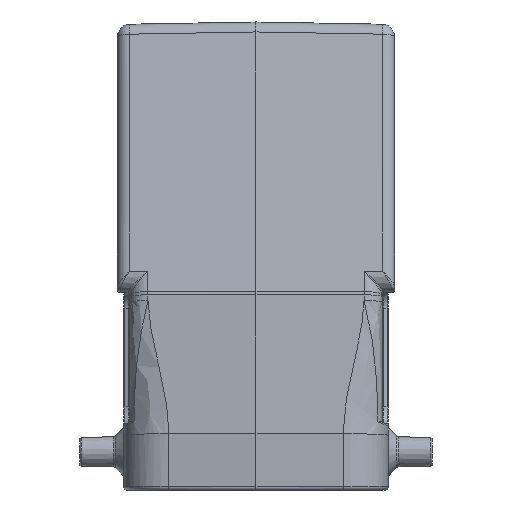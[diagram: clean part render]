
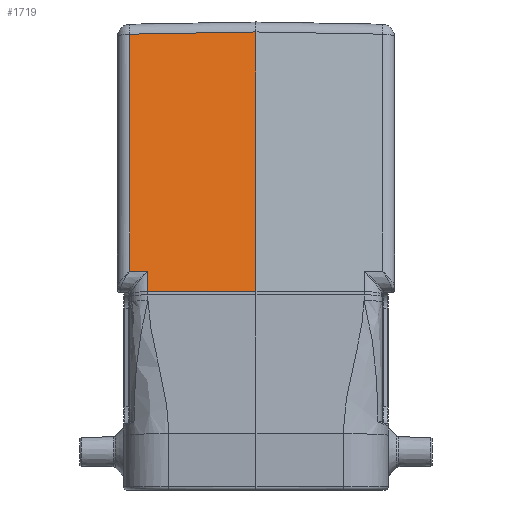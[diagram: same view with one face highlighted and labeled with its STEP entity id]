
A CAD part, left-side view. The second image highlights one B-rep face of the part: STEP entity #1719.
In plain terms, the highlighted planar face has unit normal (-0.982, 0.018, 0.191).
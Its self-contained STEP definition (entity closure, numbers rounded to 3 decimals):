
#1268=FACE_OUTER_BOUND('',#2506,.T.);
#1719=ADVANCED_FACE('',(#1268),#2194,.T.);
#2194=PLANE('',#8756);
#2506=EDGE_LOOP('',(#3681,#3682,#3683,#3684,#3685,#3686));
#3681=ORIENTED_EDGE('',*,*,#6627,.T.);
#3682=ORIENTED_EDGE('',*,*,#6628,.T.);
#3683=ORIENTED_EDGE('',*,*,#6585,.T.);
#3684=ORIENTED_EDGE('',*,*,#6629,.F.);
#3685=ORIENTED_EDGE('',*,*,#6630,.T.);
#3686=ORIENTED_EDGE('',*,*,#6631,.T.);
#5858=VERTEX_POINT('',#12554);
#5859=VERTEX_POINT('',#12555);
#5889=VERTEX_POINT('',#12687);
#5890=VERTEX_POINT('',#12688);
#5891=VERTEX_POINT('',#12691);
#5892=VERTEX_POINT('',#12693);
#6585=EDGE_CURVE('',#5858,#5859,#7597,.T.);
#6627=EDGE_CURVE('',#5889,#5890,#7624,.T.);
#6628=EDGE_CURVE('',#5890,#5858,#7625,.T.);
#6629=EDGE_CURVE('',#5891,#5859,#7626,.T.);
#6630=EDGE_CURVE('',#5891,#5892,#7627,.T.);
#6631=EDGE_CURVE('',#5892,#5889,#7628,.T.);
#7597=LINE('',#12553,#8125);
#7624=LINE('',#12686,#8152);
#7625=LINE('',#12689,#8153);
#7626=LINE('',#12690,#8154);
#7627=LINE('',#12692,#8155);
#7628=LINE('',#12694,#8156);
#8125=VECTOR('',#9855,1.);
#8152=VECTOR('',#9918,1.);
#8153=VECTOR('',#9919,1.);
#8154=VECTOR('',#9920,1.);
#8155=VECTOR('',#9921,1.);
#8156=VECTOR('',#9922,1.);
#8756=AXIS2_PLACEMENT_3D('',#12695,#9923,#9924);
#9855=DIRECTION('',(-0.017,-1.,0.003));
#9918=DIRECTION('',(-0.021,-1.,-0.017));
#9919=DIRECTION('',(-0.191,0.,-0.982));
#9920=DIRECTION('',(-0.191,0.,-0.982));
#9921=DIRECTION('',(0.014,1.,-0.017));
#9922=DIRECTION('',(-0.191,0.,-0.982));
#9923=DIRECTION('',(-0.981,0.017,0.191));
#9924=DIRECTION('',(0.191,0.,0.982));
#12553=CARTESIAN_POINT('',(-58.195,0.,23.134));
#12554=CARTESIAN_POINT('',(-57.894,17.552,23.075));
#12555=CARTESIAN_POINT('',(-58.195,0.,23.134));
#12686=CARTESIAN_POINT('',(-57.633,-0.062,26.029));
#12687=CARTESIAN_POINT('',(-57.197,20.535,26.388));
#12688=CARTESIAN_POINT('',(-57.26,17.552,26.336));
#12689=CARTESIAN_POINT('',(-57.894,17.552,23.075));
#12690=CARTESIAN_POINT('',(-58.195,0.,23.134));
#12691=CARTESIAN_POINT('',(-50.012,0.,65.232));
#12692=CARTESIAN_POINT('',(-50.003,0.617,65.221));
#12693=CARTESIAN_POINT('',(-49.716,20.535,64.873));
#12694=CARTESIAN_POINT('',(-57.189,20.535,26.429));
#12695=CARTESIAN_POINT('',(-58.195,0.,23.134));
